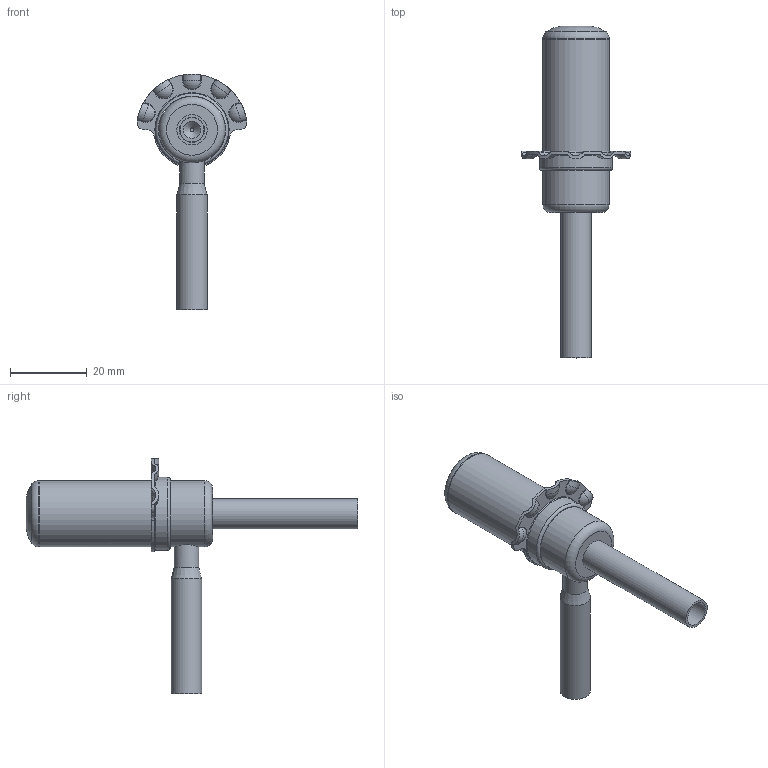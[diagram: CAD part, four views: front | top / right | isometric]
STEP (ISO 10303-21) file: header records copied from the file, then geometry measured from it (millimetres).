
FILE_DESCRIPTION(/* description */ (''),/* implementation_level */ '2;1');
FILE_NAME(/* name */ '034G5031R.stp',/* time_stamp */ '2022-08-19T15:12:52+03:00',/* author */ ('U403152'),/* organization */ (''),/* preprocessor_version */ 'ST-DEVELOPER v18.1',/* originating_system */ 'Autodesk Inventor 2020',/* authorisation */ '');
FILE_SCHEMA (('AUTOMOTIVE_DESIGN { 1 0 10303 214 3 1 1 }'));
Length unit declared in the file: millimetre
Products named in the file (1): Part1
Bounding box: 28.68 x 86.71 x 61.5 mm (x, y, z)
Volume: 3812.8 mm3; surface area: 10117.5 mm2
Topology: 2 solids, 2 shells, 108 faces, 284 edges, 189 vertices
Faces by surface type: cylinder 54, torus 21, plane 15, sphere 10, cone 5, bspline 3
Full cylindrical faces by diameter (mm): 1 x1, 4.5 x1, 5 x1, 6.4 x2, 6.54 x2, 7.94 x2, 8 x1, 14.1 x1, 16.5 x1, 17.3 x1, 17.4 x1, 17.5 x1, 19 x1
Entity records: 3958 total; most frequent: CARTESIAN_POINT 1024, DIRECTION 629, ORIENTED_EDGE 568, EDGE_CURVE 284, AXIS2_PLACEMENT_3D 277, VERTEX_POINT 189, CIRCLE 171, EDGE_LOOP 121
